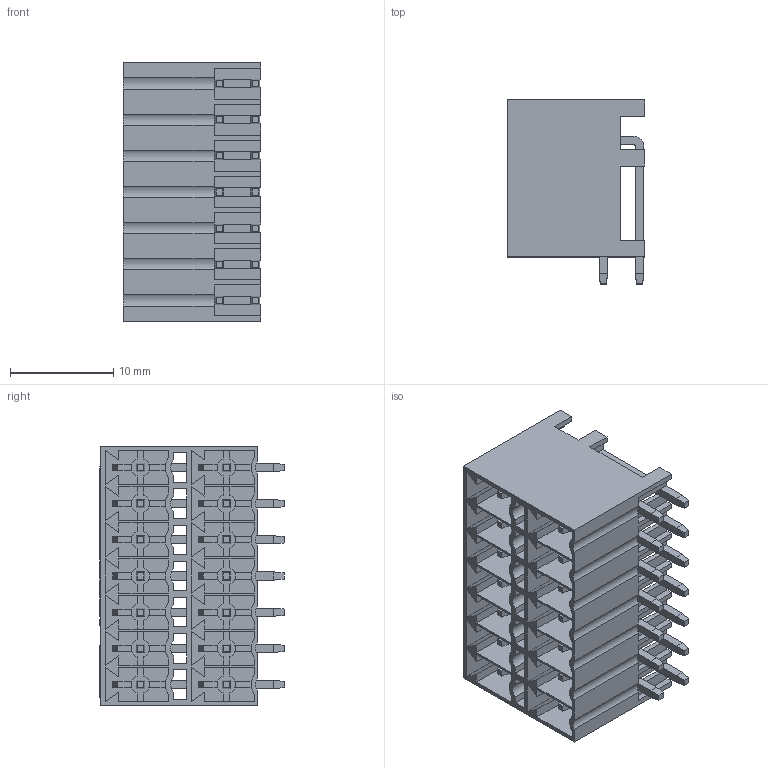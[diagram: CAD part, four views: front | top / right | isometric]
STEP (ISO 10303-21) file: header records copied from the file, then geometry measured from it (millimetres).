
FILE_DESCRIPTION((''),'2;1');
FILE_NAME('FTB35007-M16B2GNK_ASM','2023-06-12T10:32:15',('Administrator'),(''),'CREO PARAMETRIC BY PTC INC, 2021023','CREO PARAMETRIC BY PTC INC, 2021023','');
FILE_SCHEMA(('AUTOMOTIVE_DESIGN { 1 0 10303 214 1 1 1 1 }'));
Products named in the file (4): _1600; _16-10; _16-20; FTB35007-M16B2GNK_ASM
Assembly tree (15 placements, depth 2):
  FTB35007-M16B2GNK_ASM
    _1600
    _16-10  x7
    _16-20  x7
Bounding box: 13.3 x 17.82 x 25.1 mm (x, y, z)
Volume: 1686.5 mm3; surface area: 6744.7 mm2
Topology: 15 solids, 15 shells, 2122 faces, 5837 edges, 3854 vertices
Faces by surface type: plane 1982, cylinder 140
Entity records: 77917 total; most frequent: CARTESIAN_POINT 10870, ORIENTED_EDGE 10714, DIRECTION 9439, PRESENTATION_STYLE_ASSIGNMENT 5456, STYLED_ITEM 5374, CURVE_STYLE 5357, EDGE_CURVE 5357, VECTOR 5125
